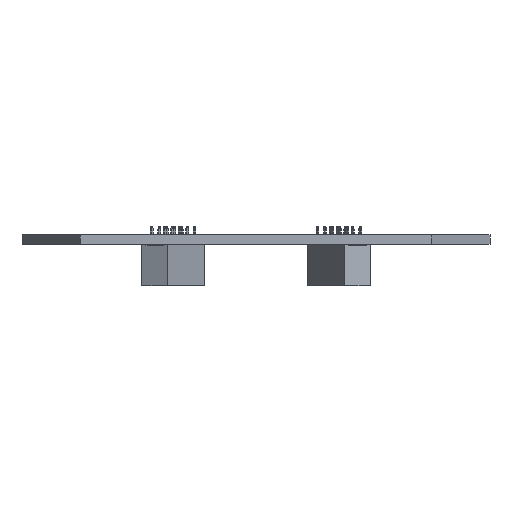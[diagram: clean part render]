
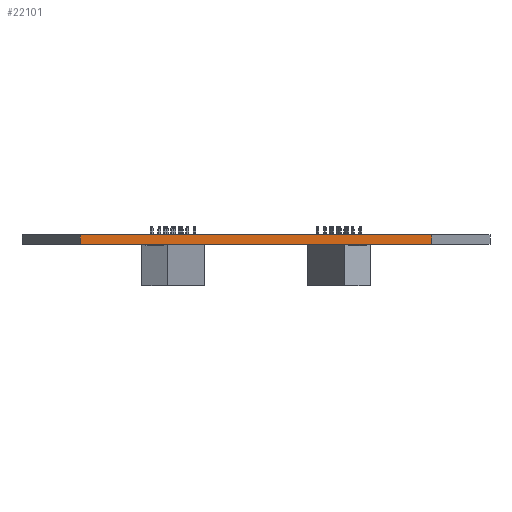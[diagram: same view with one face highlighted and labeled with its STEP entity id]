
A CAD part, front view. The second image highlights one B-rep face of the part: STEP entity #22101.
In plain terms, the highlighted planar face has unit normal (0, -1, 0).
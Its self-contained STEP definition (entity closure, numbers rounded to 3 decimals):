
#21920 = PLANE('',#21921);
#21921 = AXIS2_PLACEMENT_3D('',#21922,#21923,#21924);
#21922 = CARTESIAN_POINT('',(191.77,-118.872,0.));
#21923 = DIRECTION('',(0.867,-0.498,0.));
#21924 = DIRECTION('',(-0.498,-0.867,0.));
#21945 = VERTEX_POINT('',#21946);
#21946 = CARTESIAN_POINT('',(181.864,-136.144,1.6));
#21960 = PLANE('',#21961);
#21961 = AXIS2_PLACEMENT_3D('',#21962,#21963,#21964);
#21962 = CARTESIAN_POINT('',(151.892,-107.384,1.6));
#21963 = DIRECTION('',(0.,0.,-1.));
#21964 = DIRECTION('',(-1.,0.,0.));
#21972 = EDGE_CURVE('',#21973,#21945,#21975,.T.);
#21973 = VERTEX_POINT('',#21974);
#21974 = CARTESIAN_POINT('',(181.864,-136.144,0.));
#21975 = SURFACE_CURVE('',#21976,(#21980,#21987),.PCURVE_S1.);
#21976 = LINE('',#21977,#21978);
#21977 = CARTESIAN_POINT('',(181.864,-136.144,0.));
#21978 = VECTOR('',#21979,1.);
#21979 = DIRECTION('',(0.,0.,1.));
#21980 = PCURVE('',#21920,#21981);
#21981 = DEFINITIONAL_REPRESENTATION('',(#21982),#21986);
#21982 = LINE('',#21983,#21984);
#21983 = CARTESIAN_POINT('',(19.911,0.));
#21984 = VECTOR('',#21985,1.);
#21985 = DIRECTION('',(0.,-1.));
#21986 = ( GEOMETRIC_REPRESENTATION_CONTEXT(2) 
PARAMETRIC_REPRESENTATION_CONTEXT() REPRESENTATION_CONTEXT('2D SPACE',''
  ) );
#21987 = PCURVE('',#21988,#21993);
#21988 = PLANE('',#21989);
#21989 = AXIS2_PLACEMENT_3D('',#21990,#21991,#21992);
#21990 = CARTESIAN_POINT('',(181.864,-136.144,0.));
#21991 = DIRECTION('',(0.,-1.,0.));
#21992 = DIRECTION('',(-1.,0.,0.));
#21993 = DEFINITIONAL_REPRESENTATION('',(#21994),#21998);
#21994 = LINE('',#21995,#21996);
#21995 = CARTESIAN_POINT('',(0.,0.));
#21996 = VECTOR('',#21997,1.);
#21997 = DIRECTION('',(0.,-1.));
#21998 = ( GEOMETRIC_REPRESENTATION_CONTEXT(2) 
PARAMETRIC_REPRESENTATION_CONTEXT() REPRESENTATION_CONTEXT('2D SPACE',''
  ) );
#22014 = PLANE('',#22015);
#22015 = AXIS2_PLACEMENT_3D('',#22016,#22017,#22018);
#22016 = CARTESIAN_POINT('',(151.892,-107.384,0.));
#22017 = DIRECTION('',(0.,0.,-1.));
#22018 = DIRECTION('',(-1.,0.,0.));
#22101 = ADVANCED_FACE('',(#22102),#21988,.T.);
#22102 = FACE_BOUND('',#22103,.T.);
#22103 = EDGE_LOOP('',(#22104,#22105,#22128,#22156));
#22104 = ORIENTED_EDGE('',*,*,#21972,.T.);
#22105 = ORIENTED_EDGE('',*,*,#22106,.T.);
#22106 = EDGE_CURVE('',#21945,#22107,#22109,.T.);
#22107 = VERTEX_POINT('',#22108);
#22108 = CARTESIAN_POINT('',(121.92,-136.144,1.6));
#22109 = SURFACE_CURVE('',#22110,(#22114,#22121),.PCURVE_S1.);
#22110 = LINE('',#22111,#22112);
#22111 = CARTESIAN_POINT('',(181.864,-136.144,1.6));
#22112 = VECTOR('',#22113,1.);
#22113 = DIRECTION('',(-1.,0.,0.));
#22114 = PCURVE('',#21988,#22115);
#22115 = DEFINITIONAL_REPRESENTATION('',(#22116),#22120);
#22116 = LINE('',#22117,#22118);
#22117 = CARTESIAN_POINT('',(0.,-1.6));
#22118 = VECTOR('',#22119,1.);
#22119 = DIRECTION('',(1.,0.));
#22120 = ( GEOMETRIC_REPRESENTATION_CONTEXT(2) 
PARAMETRIC_REPRESENTATION_CONTEXT() REPRESENTATION_CONTEXT('2D SPACE',''
  ) );
#22121 = PCURVE('',#21960,#22122);
#22122 = DEFINITIONAL_REPRESENTATION('',(#22123),#22127);
#22123 = LINE('',#22124,#22125);
#22124 = CARTESIAN_POINT('',(-29.972,-28.76));
#22125 = VECTOR('',#22126,1.);
#22126 = DIRECTION('',(1.,0.));
#22127 = ( GEOMETRIC_REPRESENTATION_CONTEXT(2) 
PARAMETRIC_REPRESENTATION_CONTEXT() REPRESENTATION_CONTEXT('2D SPACE',''
  ) );
#22128 = ORIENTED_EDGE('',*,*,#22129,.F.);
#22129 = EDGE_CURVE('',#22130,#22107,#22132,.T.);
#22130 = VERTEX_POINT('',#22131);
#22131 = CARTESIAN_POINT('',(121.92,-136.144,0.));
#22132 = SURFACE_CURVE('',#22133,(#22137,#22144),.PCURVE_S1.);
#22133 = LINE('',#22134,#22135);
#22134 = CARTESIAN_POINT('',(121.92,-136.144,0.));
#22135 = VECTOR('',#22136,1.);
#22136 = DIRECTION('',(0.,0.,1.));
#22137 = PCURVE('',#21988,#22138);
#22138 = DEFINITIONAL_REPRESENTATION('',(#22139),#22143);
#22139 = LINE('',#22140,#22141);
#22140 = CARTESIAN_POINT('',(59.944,0.));
#22141 = VECTOR('',#22142,1.);
#22142 = DIRECTION('',(0.,-1.));
#22143 = ( GEOMETRIC_REPRESENTATION_CONTEXT(2) 
PARAMETRIC_REPRESENTATION_CONTEXT() REPRESENTATION_CONTEXT('2D SPACE',''
  ) );
#22144 = PCURVE('',#22145,#22150);
#22145 = PLANE('',#22146);
#22146 = AXIS2_PLACEMENT_3D('',#22147,#22148,#22149);
#22147 = CARTESIAN_POINT('',(121.92,-136.144,0.));
#22148 = DIRECTION('',(-0.867,-0.498,0.));
#22149 = DIRECTION('',(-0.498,0.867,0.));
#22150 = DEFINITIONAL_REPRESENTATION('',(#22151),#22155);
#22151 = LINE('',#22152,#22153);
#22152 = CARTESIAN_POINT('',(0.,0.));
#22153 = VECTOR('',#22154,1.);
#22154 = DIRECTION('',(0.,-1.));
#22155 = ( GEOMETRIC_REPRESENTATION_CONTEXT(2) 
PARAMETRIC_REPRESENTATION_CONTEXT() REPRESENTATION_CONTEXT('2D SPACE',''
  ) );
#22156 = ORIENTED_EDGE('',*,*,#22157,.F.);
#22157 = EDGE_CURVE('',#21973,#22130,#22158,.T.);
#22158 = SURFACE_CURVE('',#22159,(#22163,#22170),.PCURVE_S1.);
#22159 = LINE('',#22160,#22161);
#22160 = CARTESIAN_POINT('',(181.864,-136.144,0.));
#22161 = VECTOR('',#22162,1.);
#22162 = DIRECTION('',(-1.,0.,0.));
#22163 = PCURVE('',#21988,#22164);
#22164 = DEFINITIONAL_REPRESENTATION('',(#22165),#22169);
#22165 = LINE('',#22166,#22167);
#22166 = CARTESIAN_POINT('',(0.,0.));
#22167 = VECTOR('',#22168,1.);
#22168 = DIRECTION('',(1.,0.));
#22169 = ( GEOMETRIC_REPRESENTATION_CONTEXT(2) 
PARAMETRIC_REPRESENTATION_CONTEXT() REPRESENTATION_CONTEXT('2D SPACE',''
  ) );
#22170 = PCURVE('',#22014,#22171);
#22171 = DEFINITIONAL_REPRESENTATION('',(#22172),#22176);
#22172 = LINE('',#22173,#22174);
#22173 = CARTESIAN_POINT('',(-29.972,-28.76));
#22174 = VECTOR('',#22175,1.);
#22175 = DIRECTION('',(1.,0.));
#22176 = ( GEOMETRIC_REPRESENTATION_CONTEXT(2) 
PARAMETRIC_REPRESENTATION_CONTEXT() REPRESENTATION_CONTEXT('2D SPACE',''
  ) );
